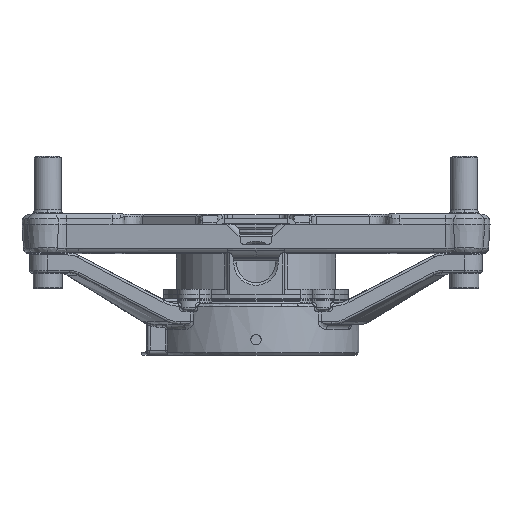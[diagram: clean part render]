
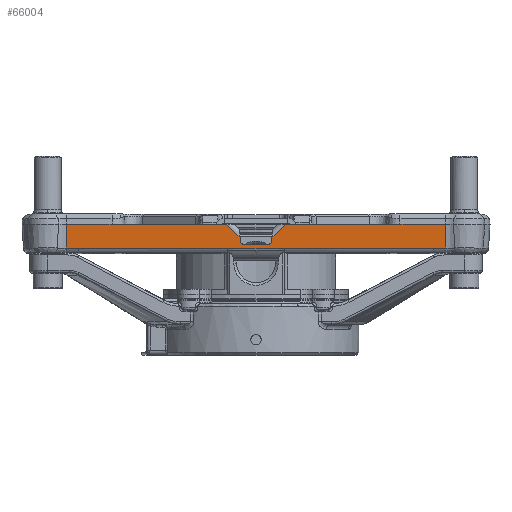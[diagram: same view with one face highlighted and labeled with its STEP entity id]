
A CAD part, top view. The second image highlights one B-rep face of the part: STEP entity #66004.
In plain terms, the highlighted planar face has unit normal (0, -0.064, 0.998).
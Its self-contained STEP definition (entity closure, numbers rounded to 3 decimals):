
#34681=DIRECTION('',(-1.,0.,0.));
#34682=VECTOR('',#34681,22.239);
#34683=CARTESIAN_POINT('',(-5.752,31.804,
112.5));
#34684=LINE('',#34683,#34682);
#34836=DIRECTION('',(-0.052,0.997,0.063));
#34837=VECTOR('',#34836,0.541);
#34838=CARTESIAN_POINT('',(-3.072,28.748,
112.306));
#34839=LINE('',#34838,#34837);
#34907=DIRECTION('',(1.,0.,0.));
#34908=VECTOR('',#34907,8.903);
#34909=CARTESIAN_POINT('',(27.991,31.803,112.5));
#34910=LINE('',#34909,#34908);
#34911=DIRECTION('',(-1.,0.,0.));
#34912=VECTOR('',#34911,2.395);
#34913=CARTESIAN_POINT('',(36.894,27.173,112.206));
#34914=LINE('',#34913,#34912);
#34915=DIRECTION('',(-1.,0.,0.));
#34916=VECTOR('',#34915,5.463);
#34917=CARTESIAN_POINT('',(0.,27.173,
112.206));
#34918=LINE('',#34917,#34916);
#34919=DIRECTION('',(-1.,0.,0.));
#34920=VECTOR('',#34919,29.036);
#34921=CARTESIAN_POINT('',(-5.463,27.173,
112.205));
#34922=LINE('',#34921,#34920);
#34923=DIRECTION('',(0.,0.998,0.063));
#34924=VECTOR('',#34923,4.636);
#34925=CARTESIAN_POINT('',(-36.894,27.173,
112.206));
#34926=LINE('',#34925,#34924);
#34927=DIRECTION('',(1.,0.,0.));
#34928=VECTOR('',#34927,8.903);
#34929=CARTESIAN_POINT('',(-36.894,31.8,112.5));
#34930=LINE('',#34929,#34928);
#34931=DIRECTION('',(0.725,-0.688,-0.044));
#34932=VECTOR('',#34931,3.659);
#34933=CARTESIAN_POINT('',(-5.752,31.804,
112.5));
#34934=LINE('',#34933,#34932);
#34935=CARTESIAN_POINT('',(-3.072,28.748,
112.306));
#34936=CARTESIAN_POINT('',(-3.069,28.684,
112.302));
#34937=CARTESIAN_POINT('',(-3.051,28.559,
112.294));
#34938=CARTESIAN_POINT('',(-2.987,28.379,
112.282));
#34939=CARTESIAN_POINT('',(-2.892,28.214,
112.272));
#34940=CARTESIAN_POINT('',(-2.767,28.071,
112.263));
#34941=CARTESIAN_POINT('',(-2.617,27.953,
112.255));
#34942=CARTESIAN_POINT('',(-2.447,27.866,
112.25));
#34943=CARTESIAN_POINT('',(-2.264,27.812,
112.246));
#34944=CARTESIAN_POINT('',(-2.138,27.8,112.245));
#34945=CARTESIAN_POINT('',(-2.074,27.8,112.245));
#34947=DIRECTION('',(1.,0.,0.));
#34948=VECTOR('',#34947,4.148);
#34949=CARTESIAN_POINT('',(-2.074,27.8,112.245));
#34950=LINE('',#34949,#34948);
#34951=DIRECTION('',(0.052,0.997,0.063));
#34952=VECTOR('',#34951,0.541);
#34953=CARTESIAN_POINT('',(3.072,28.748,112.306));
#34954=LINE('',#34953,#34952);
#34955=DIRECTION('',(0.725,0.688,0.044));
#34956=VECTOR('',#34955,3.659);
#34957=CARTESIAN_POINT('',(3.101,29.287,112.34));
#34958=LINE('',#34957,#34956);
#34959=DIRECTION('',(1.,0.,0.));
#34960=VECTOR('',#34959,22.239);
#34961=CARTESIAN_POINT('',(5.752,31.804,112.5));
#34962=LINE('',#34961,#34960);
#38266=CARTESIAN_POINT('',(36.894,27.173,112.206));
#38277=CARTESIAN_POINT('',(34.5,27.173,112.206));
#38285=CARTESIAN_POINT('',(5.463,27.173,112.205));
#38287=DIRECTION('',(1.,0.,0.));
#38288=VECTOR('',#38287,29.036);
#38289=CARTESIAN_POINT('',(5.463,27.173,112.205));
#38290=LINE('',#38289,#38288);
#38640=CARTESIAN_POINT('',(3.072,28.748,112.306));
#38641=CARTESIAN_POINT('',(3.069,28.684,112.302));
#38642=CARTESIAN_POINT('',(3.05,28.559,112.294));
#38643=CARTESIAN_POINT('',(2.987,28.378,112.282));
#38644=CARTESIAN_POINT('',(2.891,28.214,112.272));
#38645=CARTESIAN_POINT('',(2.766,28.07,112.263));
#38646=CARTESIAN_POINT('',(2.616,27.952,112.255));
#38647=CARTESIAN_POINT('',(2.446,27.865,112.25));
#38648=CARTESIAN_POINT('',(2.263,27.812,112.246));
#38649=CARTESIAN_POINT('',(2.138,27.8,112.245));
#38650=CARTESIAN_POINT('',(2.074,27.8,112.245));
#40868=DIRECTION('',(1.,0.,0.));
#40869=VECTOR('',#40868,2.395);
#40870=CARTESIAN_POINT('',(-36.894,27.173,
112.206));
#40871=LINE('',#40870,#40869);
#44852=DIRECTION('',(1.,0.,0.));
#44853=VECTOR('',#44852,5.463);
#44854=CARTESIAN_POINT('',(0.,27.173,
112.206));
#44855=LINE('',#44854,#44853);
#44856=DIRECTION('',(0.,0.998,0.063));
#44857=VECTOR('',#44856,4.636);
#44858=CARTESIAN_POINT('',(36.894,27.173,112.206));
#44859=LINE('',#44858,#44857);
#54539=VERTEX_POINT('',#38266);
#54540=VERTEX_POINT('',#38277);
#54542=VERTEX_POINT('',#38285);
#54603=CARTESIAN_POINT('',(-2.074,27.8,112.245));
#54604=CARTESIAN_POINT('',(2.074,27.8,112.245));
#54605=VERTEX_POINT('',#54603);
#54606=VERTEX_POINT('',#54604);
#54607=CARTESIAN_POINT('',(27.991,31.803,112.5));
#54608=CARTESIAN_POINT('',(36.894,31.8,112.5));
#54609=VERTEX_POINT('',#54607);
#54610=VERTEX_POINT('',#54608);
#54611=CARTESIAN_POINT('',(0.,27.173,
112.206));
#54612=VERTEX_POINT('',#54611);
#54613=CARTESIAN_POINT('',(-5.463,27.173,
112.205));
#54614=VERTEX_POINT('',#54613);
#54615=CARTESIAN_POINT('',(-34.5,27.173,
112.206));
#54616=VERTEX_POINT('',#54615);
#54617=CARTESIAN_POINT('',(-36.894,27.173,
112.206));
#54618=VERTEX_POINT('',#54617);
#54619=CARTESIAN_POINT('',(-36.894,31.8,112.5));
#54620=VERTEX_POINT('',#54619);
#54621=CARTESIAN_POINT('',(-27.991,31.803,
112.5));
#54622=VERTEX_POINT('',#54621);
#54623=CARTESIAN_POINT('',(-5.752,31.804,
112.5));
#54624=VERTEX_POINT('',#54623);
#54625=CARTESIAN_POINT('',(-3.101,29.287,
112.34));
#54626=VERTEX_POINT('',#54625);
#54627=CARTESIAN_POINT('',(-3.072,28.748,
112.306));
#54628=VERTEX_POINT('',#54627);
#54629=VERTEX_POINT('',#38640);
#54630=CARTESIAN_POINT('',(3.101,29.287,112.34));
#54631=VERTEX_POINT('',#54630);
#54632=CARTESIAN_POINT('',(5.752,31.804,112.5));
#54633=VERTEX_POINT('',#54632);
#65964=CARTESIAN_POINT('',(48.66,26.647,112.172));
#65965=DIRECTION('',(0.,-0.064,0.998));
#65966=DIRECTION('',(1.,0.,0.));
#65967=AXIS2_PLACEMENT_3D('',#65964,#65965,#65966);
#65968=PLANE('',#65967);
#65970=ORIENTED_EDGE('',*,*,#65969,.T.);
#65972=ORIENTED_EDGE('',*,*,#65971,.F.);
#65974=ORIENTED_EDGE('',*,*,#65973,.T.);
#65976=ORIENTED_EDGE('',*,*,#65975,.F.);
#65978=ORIENTED_EDGE('',*,*,#65977,.F.);
#65980=ORIENTED_EDGE('',*,*,#65979,.T.);
#65982=ORIENTED_EDGE('',*,*,#65981,.T.);
#65984=ORIENTED_EDGE('',*,*,#65983,.F.);
#65986=ORIENTED_EDGE('',*,*,#65985,.T.);
#65988=ORIENTED_EDGE('',*,*,#65987,.T.);
#65989=ORIENTED_EDGE('',*,*,#65809,.F.);
#65990=ORIENTED_EDGE('',*,*,#65876,.T.);
#65991=ORIENTED_EDGE('',*,*,#65916,.F.);
#65992=ORIENTED_EDGE('',*,*,#65941,.T.);
#65993=ORIENTED_EDGE('',*,*,#65954,.T.);
#65995=ORIENTED_EDGE('',*,*,#65994,.F.);
#65997=ORIENTED_EDGE('',*,*,#65996,.T.);
#65999=ORIENTED_EDGE('',*,*,#65998,.T.);
#66001=ORIENTED_EDGE('',*,*,#66000,.T.);
#66002=EDGE_LOOP('',(#65970,#65972,#65974,#65976,#65978,#65980,#65982,#65984,
#65986,#65988,#65989,#65990,#65991,#65992,#65993,#65995,#65997,#65999,#66001));
#66003=FACE_OUTER_BOUND('',#66002,.F.);
#66004=ADVANCED_FACE('',(#66003),#65968,.T.);
#34946=B_SPLINE_CURVE_WITH_KNOTS('',3,(#34935,#34936,#34937,#34938,#34939,
#34940,#34941,#34942,#34943,#34944,#34945),.UNSPECIFIED.,.F.,.F.,(4,1,1,1,1,1,1,
1,4),(0.,0.125,0.25,0.375,0.5,0.625,0.75,0.875,1.),
.UNSPECIFIED.);
#38651=B_SPLINE_CURVE_WITH_KNOTS('',3,(#38640,#38641,#38642,#38643,#38644,
#38645,#38646,#38647,#38648,#38649,#38650),.UNSPECIFIED.,.F.,.F.,(4,1,1,1,1,1,1,
1,4),(0.,0.125,0.25,0.375,0.5,0.625,0.75,0.875,1.),
.UNSPECIFIED.);
#65809=EDGE_CURVE('',#54624,#54622,#34684,.T.);
#65876=EDGE_CURVE('',#54624,#54626,#34934,.T.);
#65916=EDGE_CURVE('',#54628,#54626,#34839,.T.);
#65941=EDGE_CURVE('',#54628,#54605,#34946,.T.);
#65954=EDGE_CURVE('',#54605,#54606,#34950,.T.);
#65969=EDGE_CURVE('',#54609,#54610,#34910,.T.);
#65971=EDGE_CURVE('',#54539,#54610,#44859,.T.);
#65973=EDGE_CURVE('',#54539,#54540,#34914,.T.);
#65975=EDGE_CURVE('',#54542,#54540,#38290,.T.);
#65977=EDGE_CURVE('',#54612,#54542,#44855,.T.);
#65979=EDGE_CURVE('',#54612,#54614,#34918,.T.);
#65981=EDGE_CURVE('',#54614,#54616,#34922,.T.);
#65983=EDGE_CURVE('',#54618,#54616,#40871,.T.);
#65985=EDGE_CURVE('',#54618,#54620,#34926,.T.);
#65987=EDGE_CURVE('',#54620,#54622,#34930,.T.);
#65994=EDGE_CURVE('',#54629,#54606,#38651,.T.);
#65996=EDGE_CURVE('',#54629,#54631,#34954,.T.);
#65998=EDGE_CURVE('',#54631,#54633,#34958,.T.);
#66000=EDGE_CURVE('',#54633,#54609,#34962,.T.);
